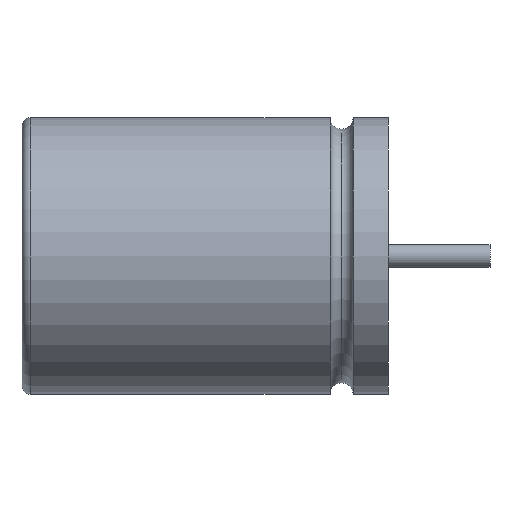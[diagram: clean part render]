
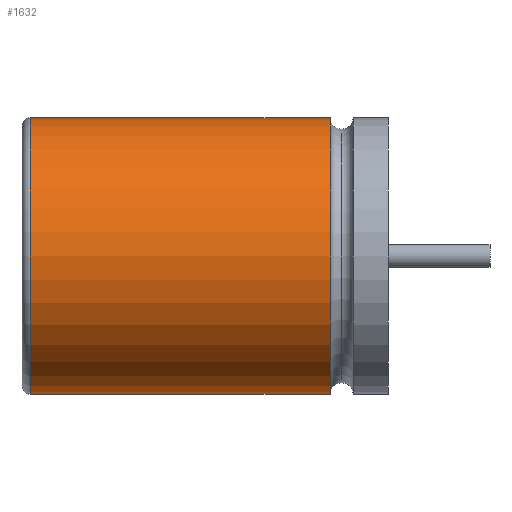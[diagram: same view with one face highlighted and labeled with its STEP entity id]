
A CAD part, front view. The second image highlights one B-rep face of the part: STEP entity #1632.
In plain terms, the highlighted cylindrical face has radius 3.4 mm (diameter 6.8 mm), a full revolution.
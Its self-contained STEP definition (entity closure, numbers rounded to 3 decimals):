
#33 = TOROIDAL_SURFACE('',#34,3.2,0.2);
#34 = AXIS2_PLACEMENT_3D('',#35,#36,#37);
#35 = CARTESIAN_POINT('',(-19.8,0.,0.));
#36 = DIRECTION('',(1.,0.,0.));
#37 = DIRECTION('',(0.,0.,-1.));
#62 = VERTEX_POINT('',#63);
#63 = CARTESIAN_POINT('',(-19.8,0.,3.4));
#78 = TOROIDAL_SURFACE('',#79,3.2,0.2);
#79 = AXIS2_PLACEMENT_3D('',#80,#81,#82);
#80 = CARTESIAN_POINT('',(-19.8,0.,0.));
#81 = DIRECTION('',(1.,0.,0.));
#82 = DIRECTION('',(0.,0.,-1.));
#90 = EDGE_CURVE('',#91,#62,#93,.T.);
#91 = VERTEX_POINT('',#92);
#92 = CARTESIAN_POINT('',(-19.8,0.,-3.4));
#93 = SURFACE_CURVE('',#94,(#99,#106),.PCURVE_S1.);
#94 = CIRCLE('',#95,3.4);
#95 = AXIS2_PLACEMENT_3D('',#96,#97,#98);
#96 = CARTESIAN_POINT('',(-19.8,0.,0.));
#97 = DIRECTION('',(1.,-0.,0.));
#98 = DIRECTION('',(0.,0.,-1.));
#99 = PCURVE('',#33,#100);
#100 = DEFINITIONAL_REPRESENTATION('',(#101),#105);
#101 = LINE('',#102,#103);
#102 = CARTESIAN_POINT('',(0.,6.283));
#103 = VECTOR('',#104,1.);
#104 = DIRECTION('',(1.,0.));
#105 = ( GEOMETRIC_REPRESENTATION_CONTEXT(2) 
PARAMETRIC_REPRESENTATION_CONTEXT() REPRESENTATION_CONTEXT('2D SPACE',''
  ) );
#106 = PCURVE('',#107,#112);
#107 = CYLINDRICAL_SURFACE('',#108,3.4);
#108 = AXIS2_PLACEMENT_3D('',#109,#110,#111);
#109 = CARTESIAN_POINT('',(-11.,0.,0.));
#110 = DIRECTION('',(-1.,-0.,-0.));
#111 = DIRECTION('',(0.,0.,1.));
#112 = DEFINITIONAL_REPRESENTATION('',(#113),#117);
#113 = LINE('',#114,#115);
#114 = CARTESIAN_POINT('',(3.142,8.8));
#115 = VECTOR('',#116,1.);
#116 = DIRECTION('',(-1.,0.));
#117 = ( GEOMETRIC_REPRESENTATION_CONTEXT(2) 
PARAMETRIC_REPRESENTATION_CONTEXT() REPRESENTATION_CONTEXT('2D SPACE',''
  ) );
#1611 = EDGE_CURVE('',#62,#91,#1612,.T.);
#1612 = SURFACE_CURVE('',#1613,(#1618,#1625),.PCURVE_S1.);
#1613 = CIRCLE('',#1614,3.4);
#1614 = AXIS2_PLACEMENT_3D('',#1615,#1616,#1617);
#1615 = CARTESIAN_POINT('',(-19.8,0.,0.));
#1616 = DIRECTION('',(1.,-0.,0.));
#1617 = DIRECTION('',(0.,0.,-1.));
#1618 = PCURVE('',#78,#1619);
#1619 = DEFINITIONAL_REPRESENTATION('',(#1620),#1624);
#1620 = LINE('',#1621,#1622);
#1621 = CARTESIAN_POINT('',(0.,6.283));
#1622 = VECTOR('',#1623,1.);
#1623 = DIRECTION('',(1.,0.));
#1624 = ( GEOMETRIC_REPRESENTATION_CONTEXT(2) 
PARAMETRIC_REPRESENTATION_CONTEXT() REPRESENTATION_CONTEXT('2D SPACE',''
  ) );
#1625 = PCURVE('',#107,#1626);
#1626 = DEFINITIONAL_REPRESENTATION('',(#1627),#1631);
#1627 = LINE('',#1628,#1629);
#1628 = CARTESIAN_POINT('',(9.425,8.8));
#1629 = VECTOR('',#1630,1.);
#1630 = DIRECTION('',(-1.,0.));
#1631 = ( GEOMETRIC_REPRESENTATION_CONTEXT(2) 
PARAMETRIC_REPRESENTATION_CONTEXT() REPRESENTATION_CONTEXT('2D SPACE',''
  ) );
#1632 = ADVANCED_FACE('',(#1633),#107,.T.);
#1633 = FACE_BOUND('',#1634,.T.);
#1634 = EDGE_LOOP('',(#1635,#1636,#1637,#1659,#1688,#1715));
#1635 = ORIENTED_EDGE('',*,*,#1611,.T.);
#1636 = ORIENTED_EDGE('',*,*,#90,.T.);
#1637 = ORIENTED_EDGE('',*,*,#1638,.F.);
#1638 = EDGE_CURVE('',#1639,#62,#1641,.T.);
#1639 = VERTEX_POINT('',#1640);
#1640 = CARTESIAN_POINT('',(-12.429,0.,3.4));
#1641 = SEAM_CURVE('',#1642,(#1645,#1652),.PCURVE_S1.);
#1642 = B_SPLINE_CURVE_WITH_KNOTS('',1,(#1643,#1644),.UNSPECIFIED.,.F.,
  .F.,(2,2),(1.429,8.8),.PIECEWISE_BEZIER_KNOTS.);
#1643 = CARTESIAN_POINT('',(-12.429,0.,3.4));
#1644 = CARTESIAN_POINT('',(-19.8,0.,3.4));
#1645 = PCURVE('',#107,#1646);
#1646 = DEFINITIONAL_REPRESENTATION('',(#1647),#1651);
#1647 = LINE('',#1648,#1649);
#1648 = CARTESIAN_POINT('',(0.,0.));
#1649 = VECTOR('',#1650,1.);
#1650 = DIRECTION('',(0.,1.));
#1651 = ( GEOMETRIC_REPRESENTATION_CONTEXT(2) 
PARAMETRIC_REPRESENTATION_CONTEXT() REPRESENTATION_CONTEXT('2D SPACE',''
  ) );
#1652 = PCURVE('',#107,#1653);
#1653 = DEFINITIONAL_REPRESENTATION('',(#1654),#1658);
#1654 = LINE('',#1655,#1656);
#1655 = CARTESIAN_POINT('',(6.283,0.));
#1656 = VECTOR('',#1657,1.);
#1657 = DIRECTION('',(0.,1.));
#1658 = ( GEOMETRIC_REPRESENTATION_CONTEXT(2) 
PARAMETRIC_REPRESENTATION_CONTEXT() REPRESENTATION_CONTEXT('2D SPACE',''
  ) );
#1659 = ORIENTED_EDGE('',*,*,#1660,.F.);
#1660 = EDGE_CURVE('',#1661,#1639,#1663,.T.);
#1661 = VERTEX_POINT('',#1662);
#1662 = CARTESIAN_POINT('',(-12.429,0.,-3.4));
#1663 = SURFACE_CURVE('',#1664,(#1669,#1676),.PCURVE_S1.);
#1664 = CIRCLE('',#1665,3.4);
#1665 = AXIS2_PLACEMENT_3D('',#1666,#1667,#1668);
#1666 = CARTESIAN_POINT('',(-12.429,0.,0.));
#1667 = DIRECTION('',(1.,-0.,0.));
#1668 = DIRECTION('',(0.,0.,-1.));
#1669 = PCURVE('',#107,#1670);
#1670 = DEFINITIONAL_REPRESENTATION('',(#1671),#1675);
#1671 = LINE('',#1672,#1673);
#1672 = CARTESIAN_POINT('',(3.142,1.429));
#1673 = VECTOR('',#1674,1.);
#1674 = DIRECTION('',(-1.,0.));
#1675 = ( GEOMETRIC_REPRESENTATION_CONTEXT(2) 
PARAMETRIC_REPRESENTATION_CONTEXT() REPRESENTATION_CONTEXT('2D SPACE',''
  ) );
#1676 = PCURVE('',#1677,#1682);
#1677 = TOROIDAL_SURFACE('',#1678,3.4,0.281);
#1678 = AXIS2_PLACEMENT_3D('',#1679,#1680,#1681);
#1679 = CARTESIAN_POINT('',(-12.148,0.,0.));
#1680 = DIRECTION('',(1.,0.,0.));
#1681 = DIRECTION('',(0.,0.,-1.));
#1682 = DEFINITIONAL_REPRESENTATION('',(#1683),#1687);
#1683 = LINE('',#1684,#1685);
#1684 = CARTESIAN_POINT('',(0.,4.712));
#1685 = VECTOR('',#1686,1.);
#1686 = DIRECTION('',(1.,0.));
#1687 = ( GEOMETRIC_REPRESENTATION_CONTEXT(2) 
PARAMETRIC_REPRESENTATION_CONTEXT() REPRESENTATION_CONTEXT('2D SPACE',''
  ) );
#1688 = ORIENTED_EDGE('',*,*,#1689,.F.);
#1689 = EDGE_CURVE('',#1639,#1661,#1690,.T.);
#1690 = SURFACE_CURVE('',#1691,(#1696,#1703),.PCURVE_S1.);
#1691 = CIRCLE('',#1692,3.4);
#1692 = AXIS2_PLACEMENT_3D('',#1693,#1694,#1695);
#1693 = CARTESIAN_POINT('',(-12.429,0.,0.));
#1694 = DIRECTION('',(1.,-0.,0.));
#1695 = DIRECTION('',(0.,0.,-1.));
#1696 = PCURVE('',#107,#1697);
#1697 = DEFINITIONAL_REPRESENTATION('',(#1698),#1702);
#1698 = LINE('',#1699,#1700);
#1699 = CARTESIAN_POINT('',(9.425,1.429));
#1700 = VECTOR('',#1701,1.);
#1701 = DIRECTION('',(-1.,0.));
#1702 = ( GEOMETRIC_REPRESENTATION_CONTEXT(2) 
PARAMETRIC_REPRESENTATION_CONTEXT() REPRESENTATION_CONTEXT('2D SPACE',''
  ) );
#1703 = PCURVE('',#1704,#1709);
#1704 = TOROIDAL_SURFACE('',#1705,3.4,0.281);
#1705 = AXIS2_PLACEMENT_3D('',#1706,#1707,#1708);
#1706 = CARTESIAN_POINT('',(-12.148,0.,0.));
#1707 = DIRECTION('',(1.,0.,0.));
#1708 = DIRECTION('',(0.,0.,-1.));
#1709 = DEFINITIONAL_REPRESENTATION('',(#1710),#1714);
#1710 = LINE('',#1711,#1712);
#1711 = CARTESIAN_POINT('',(0.,4.712));
#1712 = VECTOR('',#1713,1.);
#1713 = DIRECTION('',(1.,0.));
#1714 = ( GEOMETRIC_REPRESENTATION_CONTEXT(2) 
PARAMETRIC_REPRESENTATION_CONTEXT() REPRESENTATION_CONTEXT('2D SPACE',''
  ) );
#1715 = ORIENTED_EDGE('',*,*,#1638,.T.);
